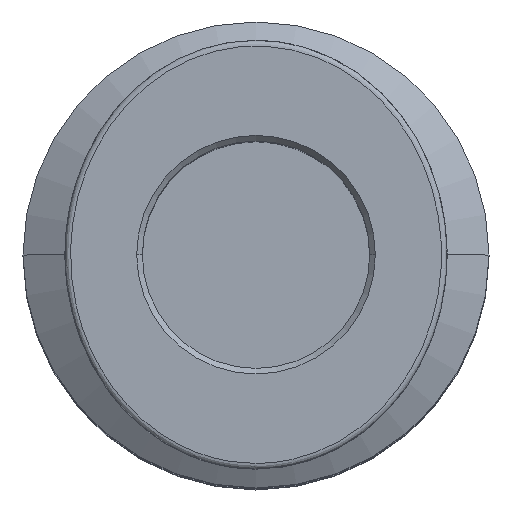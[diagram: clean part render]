
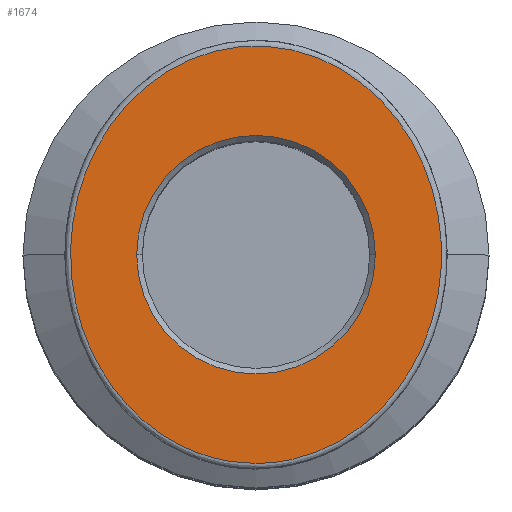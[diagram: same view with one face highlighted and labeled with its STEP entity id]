
A CAD part, top view. The second image highlights one B-rep face of the part: STEP entity #1674.
In plain terms, the highlighted planar face has unit normal (0, 0, 1).
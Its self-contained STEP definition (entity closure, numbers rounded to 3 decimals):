
#549=CARTESIAN_POINT('',(-6.4,0.,39.95));
#550=VERTEX_POINT('',#549);
#557=CARTESIAN_POINT('',(6.4,0.,39.95));
#558=VERTEX_POINT('',#557);
#559=CARTESIAN_POINT('',(0.,0.,39.95));
#560=DIRECTION('',(0.0,0.0,1.0));
#561=DIRECTION('',(-1.0,0.0,0.0));
#562=AXIS2_PLACEMENT_3D('',#559,#560,#561);
#563=CIRCLE('',#562,6.4);
#564=EDGE_CURVE('',#550,#558,#563,.T.);
#1597=CARTESIAN_POINT('',(0.,-11.2,39.95));
#1598=VERTEX_POINT('',#1597);
#1606=CARTESIAN_POINT('',(0.,-11.2,39.95));
#1607=CARTESIAN_POINT('',(-0.884,-11.2,39.95));
#1608=CARTESIAN_POINT('',(-1.779,-11.064,39.95));
#1609=CARTESIAN_POINT('',(-2.629,-10.802,39.95));
#1610=CARTESIAN_POINT('',(-3.819,-10.435,39.95));
#1611=CARTESIAN_POINT('',(-4.928,-9.821,39.95));
#1612=CARTESIAN_POINT('',(-5.887,-9.028,39.95));
#1613=CARTESIAN_POINT('',(-6.991,-8.116,39.95));
#1614=CARTESIAN_POINT('',(-7.897,-6.97,39.95));
#1615=CARTESIAN_POINT('',(-8.562,-5.705,39.95));
#1616=CARTESIAN_POINT('',(-9.298,-4.306,39.95));
#1617=CARTESIAN_POINT('',(-9.747,-2.75,39.95));
#1618=CARTESIAN_POINT('',(-9.895,-1.178,39.95));
#1619=CARTESIAN_POINT('',(-10.057,0.544,39.95));
#1620=CARTESIAN_POINT('',(-9.858,2.318,39.95));
#1621=CARTESIAN_POINT('',(-9.309,3.954,39.95));
#1622=CARTESIAN_POINT('',(-8.715,5.727,39.95));
#1623=CARTESIAN_POINT('',(-7.694,7.381,39.95));
#1624=CARTESIAN_POINT('',(-6.31,8.659,39.95));
#1625=CARTESIAN_POINT('',(-4.941,9.923,39.95));
#1626=CARTESIAN_POINT('',(-3.212,10.805,39.95));
#1627=CARTESIAN_POINT('',(-1.371,11.093,39.95));
#1628=CARTESIAN_POINT('',(0.25,11.347,39.95));
#1629=CARTESIAN_POINT('',(1.934,11.135,39.95));
#1630=CARTESIAN_POINT('',(3.443,10.508,39.95));
#1631=CARTESIAN_POINT('',(4.979,9.87,39.95));
#1632=CARTESIAN_POINT('',(6.334,8.813,39.95));
#1633=CARTESIAN_POINT('',(7.381,7.511,39.95));
#1634=CARTESIAN_POINT('',(8.369,6.28,39.95));
#1635=CARTESIAN_POINT('',(9.081,4.847,39.95));
#1636=CARTESIAN_POINT('',(9.501,3.325,39.95));
#1637=CARTESIAN_POINT('',(9.929,1.777,39.95));
#1638=CARTESIAN_POINT('',(10.051,0.159,39.95));
#1639=CARTESIAN_POINT('',(9.868,-1.437,39.95));
#1640=CARTESIAN_POINT('',(9.672,-3.142,39.95));
#1641=CARTESIAN_POINT('',(9.128,-4.798,39.95));
#1642=CARTESIAN_POINT('',(8.245,-6.268,39.95));
#1643=CARTESIAN_POINT('',(7.343,-7.772,39.95));
#1644=CARTESIAN_POINT('',(6.081,-9.067,39.95));
#1645=CARTESIAN_POINT('',(4.575,-9.946,39.95));
#1646=CARTESIAN_POINT('',(3.192,-10.752,39.95));
#1647=CARTESIAN_POINT('',(1.596,-11.2,39.95));
#1648=CARTESIAN_POINT('',(0.,-11.2,39.95));
#1649=B_SPLINE_CURVE_WITH_KNOTS('',3,(#1606,#1607,#1608,#1609,#1610,#1611,#1612,#1613,#1614,#1615,#1616,#1617,#1618,#1619,#1620,#1621,#1622,#1623,#1624,#1625,#1626,#1627,#1628,#1629,#1630,#1631,#1632,#1633,#1634,#1635,#1636,#1637,#1638,#1639,#1640,#1641,#1642,#1643,#1644,#1645,#1646,#1647,#1648),.UNSPECIFIED.,.T.,.U.,(4,3,3,3,3,3,3,3,3,3,3,3,3,3,4),(0.,0.252,0.605,1.01,1.459,1.951,2.483,3.011,3.475,3.947,4.394,4.847,5.332,5.828,6.283),.UNSPECIFIED.);
#1650=EDGE_CURVE('',#1598,#1598,#1649,.T.);
#1656=CARTESIAN_POINT('',(0.,-11.5,39.95));
#1657=DIRECTION('',(0.0,0.0,1.0));
#1658=DIRECTION('',(1.0,0.0,0.0));
#1659=AXIS2_PLACEMENT_3D('',#1656,#1657,#1658);
#1660=PLANE('',#1659);
#1661=ORIENTED_EDGE('',*,*,#1650,.F.);
#1662=EDGE_LOOP('',(#1661));
#1663=FACE_OUTER_BOUND('',#1662,.T.);
#1664=CARTESIAN_POINT('',(0.,0.,39.95));
#1665=DIRECTION('',(0.0,0.0,1.0));
#1666=DIRECTION('',(-1.0,0.0,0.0));
#1667=AXIS2_PLACEMENT_3D('',#1664,#1665,#1666);
#1668=CIRCLE('',#1667,6.4);
#1669=EDGE_CURVE('',#558,#550,#1668,.T.);
#1670=ORIENTED_EDGE('',*,*,#1669,.F.);
#1671=ORIENTED_EDGE('',*,*,#564,.F.);
#1672=EDGE_LOOP('',(#1670,#1671));
#1673=FACE_BOUND('',#1672,.T.);
#1674=ADVANCED_FACE('',(#1663,#1673),#1660,.T.);
